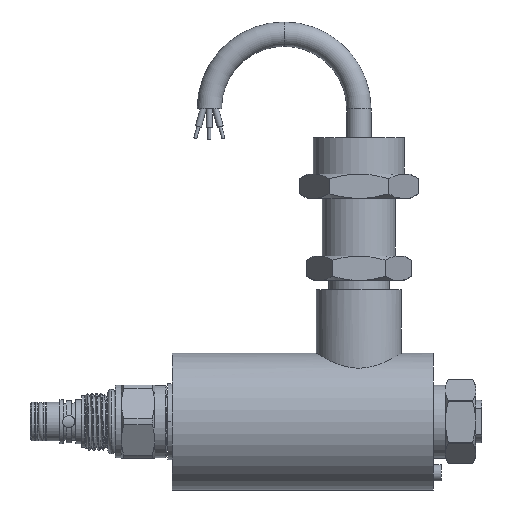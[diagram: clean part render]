
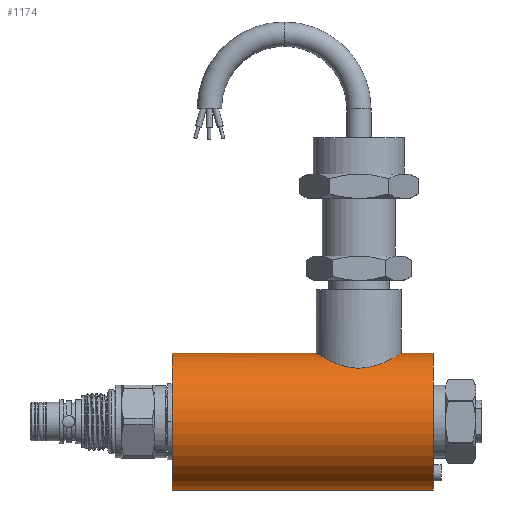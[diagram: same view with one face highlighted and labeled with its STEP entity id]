
A CAD part, front view. The second image highlights one B-rep face of the part: STEP entity #1174.
In plain terms, the highlighted cylindrical face has radius 22.5 mm (diameter 45 mm), a partial arc.
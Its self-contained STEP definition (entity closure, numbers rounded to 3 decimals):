
#108 = DIRECTION ( 'NONE',  ( 0., 0., -1. ) ) ;
#204 = CARTESIAN_POINT ( 'NONE',  ( 101.083, -12.098, 18.972 ) ) ;
#241 = CARTESIAN_POINT ( 'NONE',  ( 108.619, -14., 17.614 ) ) ;
#333 = CARTESIAN_POINT ( 'NONE',  ( 120.223, -7.091, 21.358 ) ) ;
#509 = DIRECTION ( 'NONE',  ( 0., 0., 1. ) ) ;
#515 = EDGE_LOOP ( 'NONE', ( #6782, #7034, #7674, #10576, #2336, #724 ) ) ;
#540 = VECTOR ( 'NONE', #9533, 1000. ) ;
#724 = ORIENTED_EDGE ( 'NONE', *, *, #9915, .F. ) ;
#994 = VECTOR ( 'NONE', #12412, 1000. ) ;
#1003 = EDGE_CURVE ( 'NONE', #9514, #10378, #3832, .T. ) ;
#1169 = CARTESIAN_POINT ( 'NONE',  ( 121.374, -4.6, 22.029 ) ) ;
#1174 = ADVANCED_FACE ( 'NONE', ( #6985 ), #3387, .T. ) ;
#1246 = CARTESIAN_POINT ( 'NONE',  ( 122.143, 0., 22.5 ) ) ;
#1270 = AXIS2_PLACEMENT_3D ( 'NONE', #10105, #11090, #509 ) ;
#1283 = CARTESIAN_POINT ( 'NONE',  ( 107.213, -13.977, 17.632 ) ) ;
#1331 = CARTESIAN_POINT ( 'NONE',  ( 122.143, -0.944, 22.5 ) ) ;
#1501 = CARTESIAN_POINT ( 'NONE',  ( 95.43, -5.881, 21.722 ) ) ;
#1846 = B_SPLINE_CURVE_WITH_KNOTS ( 'NONE', 3,
 ( #1246, #1331, #8907, #11711, #2313, #1169, #8994, #3250, #4131, #333, #6095, #4172, #7919, #10916, #5940, #5025, #9966, #6014, #8827, #4211, #9851, #3092, #7955, #10872, #6053, #5111, #241, #7024, #1283, #5148, #7996, #6944, #2269, #10956, #11884, #204, #3450, #4296, #6178, #12012, #9036, #8082, #7279, #7232, #4254, #10184, #1501, #3333, #7188, #3288, #5360, #3415, #11121, #6220 ),
 .UNSPECIFIED., .F., .F.,
 ( 4, 2, 2, 2, 2, 2, 2, 2, 2, 2, 2, 2, 2, 2, 2, 2, 2, 2, 2, 2, 2, 2, 2, 2, 2, 2, 4 ),
 ( 0.045, 0.048, 0.049, 0.051, 0.052, 0.053, 0.056, 0.058, 0.059, 0.062, 0.063, 0.065, 0.066, 0.067, 0.069, 0.07, 0.073, 0.075, 0.076, 0.077, 0.079, 0.082, 0.083, 0.084, 0.087, 0.089, 0.09 ),
 .UNSPECIFIED. ) ;
#2138 = CARTESIAN_POINT ( 'NONE',  ( 94.143, 0., 22.5 ) ) ;
#2247 = DIRECTION ( 'NONE',  ( 1., 0., 0. ) ) ;
#2269 = CARTESIAN_POINT ( 'NONE',  ( 103.553, -13.258, 18.184 ) ) ;
#2283 = AXIS2_PLACEMENT_3D ( 'NONE', #6850, #3909, #108 ) ;
#2313 = CARTESIAN_POINT ( 'NONE',  ( 121.65, -3.712, 22.196 ) ) ;
#2336 = ORIENTED_EDGE ( 'NONE', *, *, #4836, .T. ) ;
#2855 = CARTESIAN_POINT ( 'NONE',  ( 46.643, 0., -22.5 ) ) ;
#2909 = CARTESIAN_POINT ( 'NONE',  ( 46.643, 0., 22.5 ) ) ;
#3092 = CARTESIAN_POINT ( 'NONE',  ( 111.858, -13.506, 17.996 ) ) ;
#3180 = EDGE_CURVE ( 'NONE', #9070, #12347, #4900, .T. ) ;
#3250 = CARTESIAN_POINT ( 'NONE',  ( 120.858, -5.877, 21.723 ) ) ;
#3288 = CARTESIAN_POINT ( 'NONE',  ( 94.337, -2.367, 22.38 ) ) ;
#3333 = CARTESIAN_POINT ( 'NONE',  ( 94.895, -4.617, 22.038 ) ) ;
#3387 = CYLINDRICAL_SURFACE ( 'NONE', #4576, 22.5 ) ;
#3415 = CARTESIAN_POINT ( 'NONE',  ( 94.168, -0.952, 22.485 ) ) ;
#3450 = CARTESIAN_POINT ( 'NONE',  ( 100.7, -11.866, 19.119 ) ) ;
#3488 = LINE ( 'NONE', #6769, #8605 ) ;
#3832 = LINE ( 'NONE', #2909, #994 ) ;
#3909 = DIRECTION ( 'NONE',  ( -1., 0., 0. ) ) ;
#4131 = CARTESIAN_POINT ( 'NONE',  ( 120.66, -6.289, 21.607 ) ) ;
#4172 = CARTESIAN_POINT ( 'NONE',  ( 119.226, -8.602, 20.806 ) ) ;
#4211 = CARTESIAN_POINT ( 'NONE',  ( 113.169, -13.075, 18.313 ) ) ;
#4254 = CARTESIAN_POINT ( 'NONE',  ( 96.069, -7.1, 21.354 ) ) ;
#4296 = CARTESIAN_POINT ( 'NONE',  ( 99.959, -11.367, 19.419 ) ) ;
#4449 = CARTESIAN_POINT ( 'NONE',  ( 132.643, 0., 22.5 ) ) ;
#4576 = AXIS2_PLACEMENT_3D ( 'NONE', #9982, #2247, #5164 ) ;
#4836 = EDGE_CURVE ( 'NONE', #9514, #6057, #1846, .T. ) ;
#4900 = CIRCLE ( 'NONE', #2283, 22.5 ) ;
#5025 = CARTESIAN_POINT ( 'NONE',  ( 116.685, -11.101, 19.573 ) ) ;
#5111 = CARTESIAN_POINT ( 'NONE',  ( 109.09, -13.976, 17.633 ) ) ;
#5148 = CARTESIAN_POINT ( 'NONE',  ( 106.28, -13.883, 17.706 ) ) ;
#5164 = DIRECTION ( 'NONE',  ( 0., 0., 1. ) ) ;
#5360 = CARTESIAN_POINT ( 'NONE',  ( 94.264, -1.898, 22.425 ) ) ;
#5940 = CARTESIAN_POINT ( 'NONE',  ( 117.374, -10.535, 19.884 ) ) ;
#6014 = CARTESIAN_POINT ( 'NONE',  ( 115.222, -12.111, 18.971 ) ) ;
#6053 = CARTESIAN_POINT ( 'NONE',  ( 110.035, -13.88, 17.709 ) ) ;
#6057 = VERTEX_POINT ( 'NONE', #2138 ) ;
#6095 = CARTESIAN_POINT ( 'NONE',  ( 119.985, -7.482, 21.223 ) ) ;
#6104 = CARTESIAN_POINT ( 'NONE',  ( 122.143, 0., 22.5 ) ) ;
#6178 = CARTESIAN_POINT ( 'NONE',  ( 99.601, -11.101, 19.573 ) ) ;
#6220 = CARTESIAN_POINT ( 'NONE',  ( 94.143, 0., 22.5 ) ) ;
#6769 = CARTESIAN_POINT ( 'NONE',  ( 46.643, 0., 22.5 ) ) ;
#6782 = ORIENTED_EDGE ( 'NONE', *, *, #3180, .F. ) ;
#6850 = CARTESIAN_POINT ( 'NONE',  ( 46.643, 0., 0. ) ) ;
#6944 = CARTESIAN_POINT ( 'NONE',  ( 104.431, -13.532, 17.978 ) ) ;
#6985 = FACE_OUTER_BOUND ( 'NONE', #515, .T. ) ;
#7024 = CARTESIAN_POINT ( 'NONE',  ( 107.681, -14., 17.614 ) ) ;
#7034 = ORIENTED_EDGE ( 'NONE', *, *, #8557, .T. ) ;
#7188 = CARTESIAN_POINT ( 'NONE',  ( 94.62, -3.739, 22.206 ) ) ;
#7232 = CARTESIAN_POINT ( 'NONE',  ( 96.305, -7.487, 21.222 ) ) ;
#7279 = CARTESIAN_POINT ( 'NONE',  ( 97.061, -8.602, 20.806 ) ) ;
#7674 = ORIENTED_EDGE ( 'NONE', *, *, #9600, .F. ) ;
#7774 = CARTESIAN_POINT ( 'NONE',  ( 132.643, 0., -22.5 ) ) ;
#7919 = CARTESIAN_POINT ( 'NONE',  ( 118.657, -9.288, 20.506 ) ) ;
#7955 = CARTESIAN_POINT ( 'NONE',  ( 111.411, -13.621, 17.909 ) ) ;
#7996 = CARTESIAN_POINT ( 'NONE',  ( 105.812, -13.813, 17.762 ) ) ;
#8082 = CARTESIAN_POINT ( 'NONE',  ( 97.628, -9.286, 20.506 ) ) ;
#8557 = EDGE_CURVE ( 'NONE', #9070, #8567, #10590, .T. ) ;
#8567 = VERTEX_POINT ( 'NONE', #7774 ) ;
#8605 = VECTOR ( 'NONE', #8623, 1000. ) ;
#8623 = DIRECTION ( 'NONE',  ( 1., 0., 0. ) ) ;
#8754 = CIRCLE ( 'NONE', #1270, 22.5 ) ;
#8827 = CARTESIAN_POINT ( 'NONE',  ( 114.436, -12.54, 18.687 ) ) ;
#8907 = CARTESIAN_POINT ( 'NONE',  ( 122.049, -1.876, 22.441 ) ) ;
#8994 = CARTESIAN_POINT ( 'NONE',  ( 121.215, -5.033, 21.934 ) ) ;
#9036 = CARTESIAN_POINT ( 'NONE',  ( 98.577, -10.232, 20.042 ) ) ;
#9070 = VERTEX_POINT ( 'NONE', #2855 ) ;
#9514 = VERTEX_POINT ( 'NONE', #6104 ) ;
#9533 = DIRECTION ( 'NONE',  ( 1., 0., 0. ) ) ;
#9600 = EDGE_CURVE ( 'NONE', #10378, #8567, #8754, .T. ) ;
#9851 = CARTESIAN_POINT ( 'NONE',  ( 112.737, -13.233, 18.198 ) ) ;
#9915 = EDGE_CURVE ( 'NONE', #12347, #6057, #3488, .T. ) ;
#9966 = CARTESIAN_POINT ( 'NONE',  ( 116.328, -11.367, 19.42 ) ) ;
#9982 = CARTESIAN_POINT ( 'NONE',  ( 46.643, 0., 0. ) ) ;
#10105 = CARTESIAN_POINT ( 'NONE',  ( 132.643, 0., 0. ) ) ;
#10184 = CARTESIAN_POINT ( 'NONE',  ( 95.63, -6.295, 21.606 ) ) ;
#10378 = VERTEX_POINT ( 'NONE', #4449 ) ;
#10576 = ORIENTED_EDGE ( 'NONE', *, *, #1003, .F. ) ;
#10590 = LINE ( 'NONE', #11398, #540 ) ;
#10805 = CARTESIAN_POINT ( 'NONE',  ( 46.643, 0., 22.5 ) ) ;
#10872 = CARTESIAN_POINT ( 'NONE',  ( 110.5, -13.808, 17.765 ) ) ;
#10916 = CARTESIAN_POINT ( 'NONE',  ( 117.708, -10.233, 20.041 ) ) ;
#10956 = CARTESIAN_POINT ( 'NONE',  ( 102.291, -12.726, 18.556 ) ) ;
#11090 = DIRECTION ( 'NONE',  ( 1., 0., 0. ) ) ;
#11121 = CARTESIAN_POINT ( 'NONE',  ( 94.143, -0.475, 22.5 ) ) ;
#11398 = CARTESIAN_POINT ( 'NONE',  ( 46.643, 0., -22.5 ) ) ;
#11711 = CARTESIAN_POINT ( 'NONE',  ( 121.768, -3.254, 22.268 ) ) ;
#11884 = CARTESIAN_POINT ( 'NONE',  ( 101.878, -12.528, 18.691 ) ) ;
#12012 = CARTESIAN_POINT ( 'NONE',  ( 98.911, -10.534, 19.884 ) ) ;
#12347 = VERTEX_POINT ( 'NONE', #10805 ) ;
#12412 = DIRECTION ( 'NONE',  ( 1., 0., 0. ) ) ;
